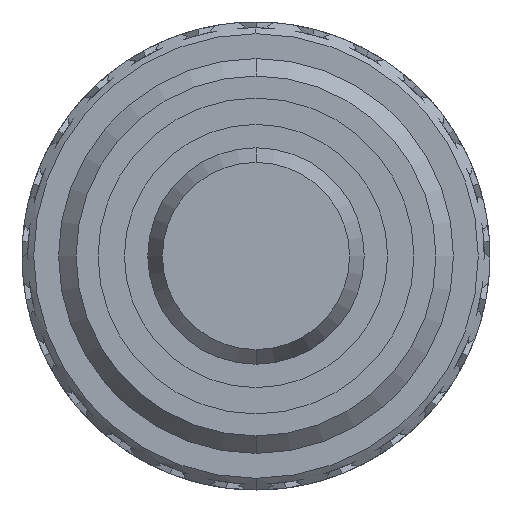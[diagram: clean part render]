
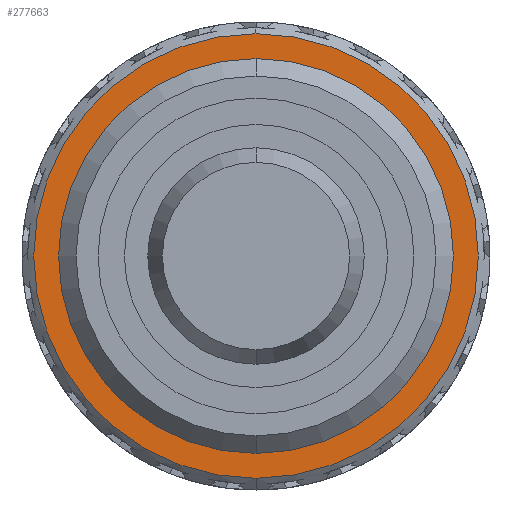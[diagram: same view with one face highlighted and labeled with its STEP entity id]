
A CAD part, front view. The second image highlights one B-rep face of the part: STEP entity #277663.
In plain terms, the highlighted planar face has unit normal (0, -1, 0).
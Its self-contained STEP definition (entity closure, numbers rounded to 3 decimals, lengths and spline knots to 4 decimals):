
#52437=CARTESIAN_POINT('',(0.,-1.05,0.));
#52438=DIRECTION('',(0.,-1.,0.));
#52439=DIRECTION('',(0.,0.,-1.));
#52440=AXIS2_PLACEMENT_3D('',#52437,#52438,#52439);
#52446=CARTESIAN_POINT('',(0.,-1.05,0.));
#52447=DIRECTION('',(0.,1.,0.));
#52448=DIRECTION('',(0.,0.,-1.));
#52449=AXIS2_PLACEMENT_3D('',#52446,#52447,#52448);
#52451=CARTESIAN_POINT('',(0.,-1.05,0.));
#52452=DIRECTION('',(0.,-1.,0.));
#52453=DIRECTION('',(0.,0.,-1.));
#52454=AXIS2_PLACEMENT_3D('',#52451,#52452,#52453);
#52456=CARTESIAN_POINT('',(0.,-1.05,0.));
#52457=DIRECTION('',(0.,1.,0.));
#52458=DIRECTION('',(0.,0.,-1.));
#52459=AXIS2_PLACEMENT_3D('',#52456,#52457,#52458);
#52667=CARTESIAN_POINT('',(0.,-1.05,-3.375));
#52668=VERTEX_POINT('',#52667);
#52669=CARTESIAN_POINT('',(0.,-1.05,-3.8));
#52671=VERTEX_POINT('',#52669);
#52687=CARTESIAN_POINT('',(0.,-1.05,3.375));
#52688=VERTEX_POINT('',#52687);
#52689=CARTESIAN_POINT('',(0.,-1.05,3.8));
#52691=VERTEX_POINT('',#52689);
#277648=CARTESIAN_POINT('',(0.,-1.05,0.));
#277649=DIRECTION('',(0.,1.,0.));
#277650=DIRECTION('',(0.,0.,-1.));
#277651=AXIS2_PLACEMENT_3D('',#277648,#277649,#277650);
#277652=PLANE('',#277651);
#277653=ORIENTED_EDGE('',*,*,#277643,.T.);
#277654=ORIENTED_EDGE('',*,*,#277627,.F.);
#277655=EDGE_LOOP('',(#277653,#277654));
#277656=FACE_OUTER_BOUND('',#277655,.F.);
#277658=ORIENTED_EDGE('',*,*,#277657,.T.);
#277660=ORIENTED_EDGE('',*,*,#277659,.F.);
#277661=EDGE_LOOP('',(#277658,#277660));
#277662=FACE_BOUND('',#277661,.F.);
#52441=CIRCLE('',#52440,3.8);
#52450=CIRCLE('',#52449,3.8);
#52455=CIRCLE('',#52454,3.375);
#52460=CIRCLE('',#52459,3.375);
#277627=EDGE_CURVE('',#52671,#52691,#52441,.T.);
#277643=EDGE_CURVE('',#52671,#52691,#52450,.T.);
#277657=EDGE_CURVE('',#52668,#52688,#52455,.T.);
#277659=EDGE_CURVE('',#52668,#52688,#52460,.T.);
#277663=ADVANCED_FACE('',(#277656,#277662),#277652,.F.);
